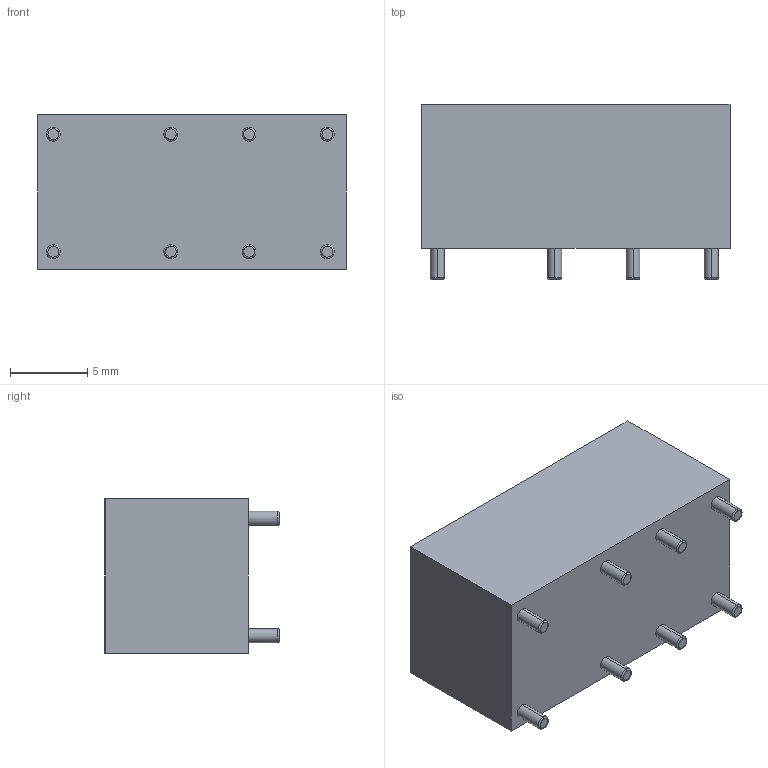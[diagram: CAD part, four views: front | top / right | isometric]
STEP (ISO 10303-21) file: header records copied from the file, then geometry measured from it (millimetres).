
FILE_DESCRIPTION (( 'STEP AP214' ), '1' );
FILE_NAME ('User Library-Relay8p-1.STEP', '2021-01-25T11:22:39', ( '' ), ( '' ), 'SwSTEP 2.0', 'SolidWorks 2020', '' );
FILE_SCHEMA (( 'AUTOMOTIVE_DESIGN' ));
Length unit declared in the file: millimetre
Products named in the file (1): User Library-Relay8p-1
Bounding box: 20 x 11.31 x 10 mm (x, y, z)
Volume: 1870.4 mm3; surface area: 1005.3 mm2
Topology: 1 solids, 1 shells, 1031 faces, 2788 edges, 1856 vertices
Faces by surface type: plane 545, bspline 470, cylinder 16
Entity records: 45657 total; most frequent: CARTESIAN_POINT 11986, ORIENTED_EDGE 5576, DIRECTION 3028, EDGE_CURVE 2788, VERTEX_POINT 1856, LINE 1808, VECTOR 1808, EDGE_LOOP 1128
